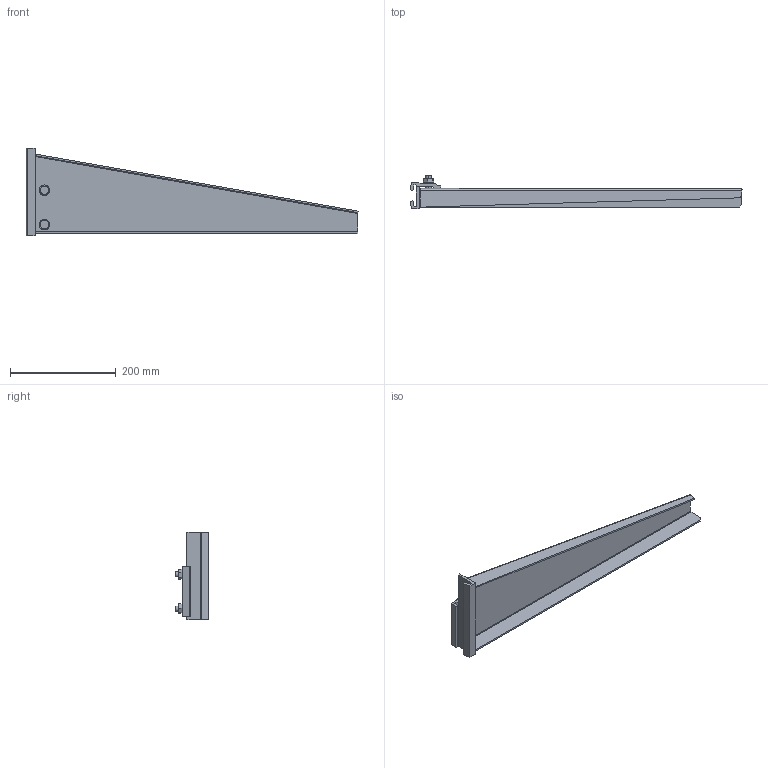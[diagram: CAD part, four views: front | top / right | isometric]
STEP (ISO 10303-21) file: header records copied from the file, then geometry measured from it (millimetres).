
FILE_DESCRIPTION((''),'2;1');
FILE_NAME('6419127_ASM','2013-04-29T',('AndreasKeweloh'),(''),'PRO/ENGINEER BY PARAMETRIC TECHNOLOGY CORPORATION, 2012360','PRO/ENGINEER BY PARAMETRIC TECHNOLOGY CORPORATION, 2012360','');
FILE_SCHEMA(('CONFIG_CONTROL_DESIGN'));
Length unit declared in the file: millimetre
Products named in the file (7): 6419127KTS_04; 6419127KTS; 6419127TEIL1_165; 6419127_SCH; 6419127_ISO; 6419127_ISO_401; 6419127_ASM
Assembly tree (11 placements, depth 2):
  6419127_ASM
    6419127KTS_04
    6419127KTS
    6419127TEIL1_165
    6419127_SCH  x4
    6419127_ISO  x2
    6419127_ISO_401  x2
Bounding box: 627.45 x 63 x 165 mm (x, y, z)
Volume: 367913.5 mm3; surface area: 231750.8 mm2
Topology: 11 solids, 11 shells, 189 faces, 416 edges, 251 vertices
Faces by surface type: plane 95, cone 48, cylinder 40, torus 4, bspline 2
Entity records: 3579 total; most frequent: CARTESIAN_POINT 842, DIRECTION 548, ORIENTED_EDGE 520, EDGE_CURVE 260, AXIS2_PLACEMENT_3D 198, VERTEX_POINT 159, VECTOR 152, LINE 152
